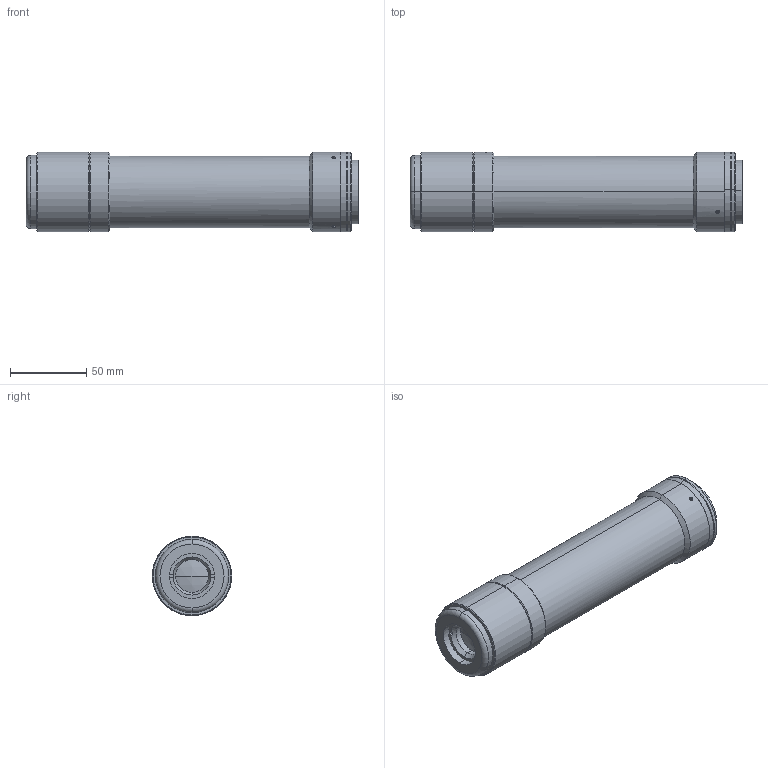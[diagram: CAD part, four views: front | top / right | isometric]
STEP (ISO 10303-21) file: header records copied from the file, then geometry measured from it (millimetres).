
FILE_DESCRIPTION (( 'STEP AP203' ), '1' );
FILE_NAME ('DP31657-A_MC4K150X-J.step', '2022-01-25T09:19:19', ( '' ), ( '' ), 'SwSTEP 2.0', 'SolidWorks 2021', '' );
FILE_SCHEMA (( 'CONFIG_CONTROL_DESIGN' ));
Length unit declared in the file: millimetre
Products named in the file (1): DP31657-A_MC4K150X-J
Bounding box: 217.49 x 52 x 52 mm (x, y, z)
Surface area: 68017.6 mm2 (no closed solid volume)
Topology: 0 solids, 16 shells, 97 faces, 278 edges, 197 vertices
Faces by surface type: cylinder 36, plane 35, cone 22, sphere 2, torus 2
Entity records: 3783 total; most frequent: CARTESIAN_POINT 1142, DIRECTION 569, ORIENTED_EDGE 442, EDGE_CURVE 278, AXIS2_PLACEMENT_3D 222, VERTEX_POINT 197, LINE 125, VECTOR 125
